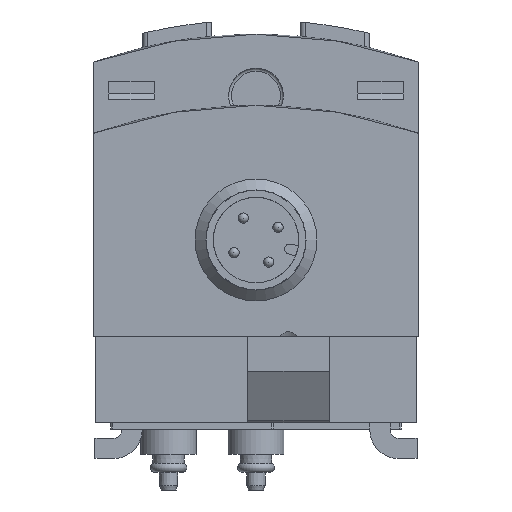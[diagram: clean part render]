
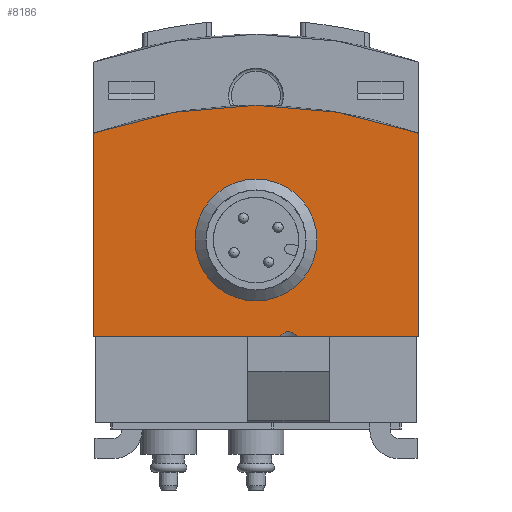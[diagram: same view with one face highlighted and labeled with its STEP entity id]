
A CAD part, front view. The second image highlights one B-rep face of the part: STEP entity #8186.
In plain terms, the highlighted planar face has unit normal (0, -1, 0).
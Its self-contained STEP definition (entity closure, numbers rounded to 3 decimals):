
#52=ELLIPSE('',#8623,3.4,1.7);
#293=CIRCLE('',#8610,48.);
#294=CIRCLE('',#8612,0.3);
#295=CIRCLE('',#8614,0.3);
#298=CIRCLE('',#8622,6.);
#1016=ORIENTED_EDGE('',*,*,#2454,.F.);
#1017=ORIENTED_EDGE('',*,*,#2455,.F.);
#1018=ORIENTED_EDGE('',*,*,#2456,.F.);
#1019=ORIENTED_EDGE('',*,*,#2448,.F.);
#1020=ORIENTED_EDGE('',*,*,#2446,.F.);
#1021=ORIENTED_EDGE('',*,*,#2441,.F.);
#1022=ORIENTED_EDGE('',*,*,#2437,.F.);
#1023=ORIENTED_EDGE('',*,*,#2440,.F.);
#1024=ORIENTED_EDGE('',*,*,#2444,.F.);
#1025=ORIENTED_EDGE('',*,*,#2453,.F.);
#1026=ORIENTED_EDGE('',*,*,#2457,.F.);
#2437=EDGE_CURVE('',#3194,#3193,#293,.T.);
#2440=EDGE_CURVE('',#3195,#3194,#294,.T.);
#2441=EDGE_CURVE('',#3193,#3196,#295,.T.);
#2444=EDGE_CURVE('',#3197,#3195,#3746,.T.);
#2446=EDGE_CURVE('',#3196,#3198,#3748,.T.);
#2448=EDGE_CURVE('',#3198,#3059,#3750,.T.);
#2453=EDGE_CURVE('',#3058,#3197,#3753,.T.);
#2454=EDGE_CURVE('',#3199,#3199,#298,.F.);
#2455=EDGE_CURVE('',#3200,#3201,#52,.F.);
#2456=EDGE_CURVE('',#3059,#3200,#3754,.T.);
#2457=EDGE_CURVE('',#3201,#3058,#3755,.T.);
#3058=VERTEX_POINT('',#11003);
#3059=VERTEX_POINT('',#11007);
#3193=VERTEX_POINT('',#11476);
#3194=VERTEX_POINT('',#11479);
#3195=VERTEX_POINT('',#11484);
#3196=VERTEX_POINT('',#11488);
#3197=VERTEX_POINT('',#11493);
#3198=VERTEX_POINT('',#11498);
#3199=VERTEX_POINT('',#11509);
#3200=VERTEX_POINT('',#11511);
#3201=VERTEX_POINT('',#11512);
#3746=LINE('',#11492,#4296);
#3748=LINE('',#11497,#4298);
#3750=LINE('',#11501,#4300);
#3753=LINE('',#11506,#4303);
#3754=LINE('',#11513,#4304);
#3755=LINE('',#11514,#4305);
#4296=VECTOR('',#9609,1000.);
#4298=VECTOR('',#9615,1000.);
#4300=VECTOR('',#9619,1000.);
#4303=VECTOR('',#9626,1000.);
#4304=VECTOR('',#9633,1000.);
#4305=VECTOR('',#9634,1000.);
#4729=EDGE_LOOP('',(#1016));
#4730=EDGE_LOOP('',(#1017,#1018,#1019,#1020,#1021,#1022,#1023,#1024,#1025,
#1026));
#5158=FACE_BOUND('',#4729,.T.);
#5159=FACE_BOUND('',#4730,.T.);
#5533=PLANE('',#8621);
#8186=ADVANCED_FACE('',(#5158,#5159),#5533,.F.);
#8610=AXIS2_PLACEMENT_3D('',#11480,#9593,#9594);
#8612=AXIS2_PLACEMENT_3D('',#11485,#9599,#9600);
#8614=AXIS2_PLACEMENT_3D('',#11487,#9603,#9604);
#8621=AXIS2_PLACEMENT_3D('',#11507,#9627,#9628);
#8622=AXIS2_PLACEMENT_3D('',#11508,#9629,#9630);
#8623=AXIS2_PLACEMENT_3D('',#11510,#9631,#9632);
#9593=DIRECTION('',(0.,1.,0.));
#9594=DIRECTION('',(1.,0.,0.));
#9599=DIRECTION('',(0.,1.,0.));
#9600=DIRECTION('',(1.,0.,0.));
#9603=DIRECTION('',(0.,1.,0.));
#9604=DIRECTION('',(1.,0.,0.));
#9609=DIRECTION('',(0.,0.,1.));
#9615=DIRECTION('',(0.,0.,-1.));
#9619=DIRECTION('',(-1.,0.,0.));
#9626=DIRECTION('',(-1.,0.,0.));
#9627=DIRECTION('',(0.,1.,0.));
#9628=DIRECTION('',(0.,0.,1.));
#9629=DIRECTION('',(0.,1.,0.));
#9630=DIRECTION('',(0.,0.,1.));
#9631=DIRECTION('',(0.,1.,0.));
#9632=DIRECTION('',(0.,0.,-1.));
#9633=DIRECTION('',(-1.,0.,0.));
#9634=DIRECTION('',(-1.,0.,0.));
#11003=CARTESIAN_POINT('',(-15.8,-7.9,-10.9));
#11007=CARTESIAN_POINT('',(15.8,-7.9,-10.9));
#11476=CARTESIAN_POINT('',(15.809,-7.9,9.172));
#11479=CARTESIAN_POINT('',(-15.809,-7.9,9.172));
#11480=CARTESIAN_POINT('',(0.,-7.9,-36.15));
#11484=CARTESIAN_POINT('',(-16.01,-7.9,8.889));
#11485=CARTESIAN_POINT('',(-15.71,-7.9,8.889));
#11487=CARTESIAN_POINT('',(15.71,-7.9,8.889));
#11488=CARTESIAN_POINT('',(16.01,-7.9,8.889));
#11492=CARTESIAN_POINT('',(-16.01,-7.9,-10.9));
#11493=CARTESIAN_POINT('',(-16.01,-7.9,-10.9));
#11497=CARTESIAN_POINT('',(16.01,-7.9,8.889));
#11498=CARTESIAN_POINT('',(16.01,-7.9,-10.9));
#11501=CARTESIAN_POINT('',(16.01,-7.9,-10.9));
#11506=CARTESIAN_POINT('',(16.01,-7.9,-10.9));
#11507=CARTESIAN_POINT('',(-15.71,-7.9,8.889));
#11508=CARTESIAN_POINT('',(0.,-7.9,-1.4));
#11509=CARTESIAN_POINT('',(0.,-7.9,4.6));
#11510=CARTESIAN_POINT('',(3.2,-7.9,-13.828));
#11511=CARTESIAN_POINT('',(4.064,-7.9,-10.9));
#11512=CARTESIAN_POINT('',(2.336,-7.9,-10.9));
#11513=CARTESIAN_POINT('',(16.01,-7.9,-10.9));
#11514=CARTESIAN_POINT('',(16.01,-7.9,-10.9));
